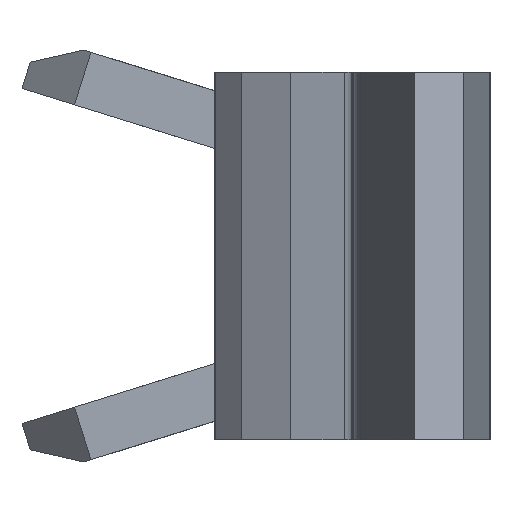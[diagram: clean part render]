
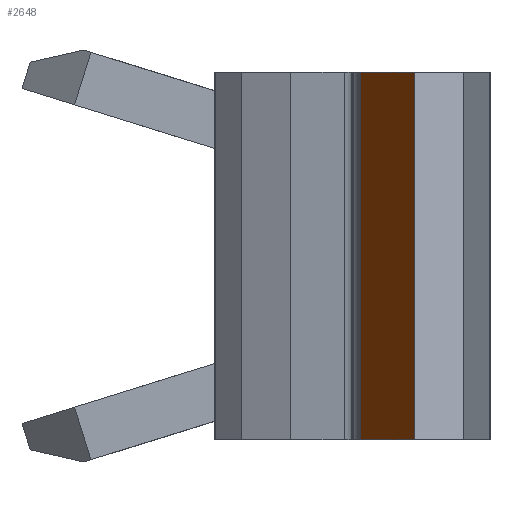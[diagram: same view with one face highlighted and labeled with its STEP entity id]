
A CAD part, left-side view. The second image highlights one B-rep face of the part: STEP entity #2648.
In plain terms, the highlighted planar face has unit normal (-0.446, 0.895, 0).
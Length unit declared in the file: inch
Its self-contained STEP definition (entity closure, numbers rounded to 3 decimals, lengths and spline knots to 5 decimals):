
#187 = ORIENTED_EDGE ( 'NONE', *, *, #1452, .F. ) ;
#268 = CARTESIAN_POINT ( 'NONE',  ( -0.01338, -0.00365, 0.0835 ) ) ;
#398 = CARTESIAN_POINT ( 'NONE',  ( -0.01338, -0.00365, 0.0835 ) ) ;
#452 = VERTEX_POINT ( 'NONE', #1945 ) ;
#454 = VERTEX_POINT ( 'NONE', #1755 ) ;
#556 = LINE ( 'NONE', #2607, #2669 ) ;
#568 = CARTESIAN_POINT ( 'NONE',  ( -0.0625, -0.02812, -0.0835 ) ) ;
#627 = AXIS2_PLACEMENT_3D ( 'NONE', #1569, #3317, #1851 ) ;
#630 = CARTESIAN_POINT ( 'NONE',  ( -0.0625, -0.02812, 0.0835 ) ) ;
#679 = EDGE_CURVE ( 'NONE', #452, #454, #2277, .T. ) ;
#757 = VERTEX_POINT ( 'NONE', #268 ) ;
#796 = LINE ( 'NONE', #398, #1414 ) ;
#1092 = FACE_OUTER_BOUND ( 'NONE', #1443, .T. ) ;
#1289 = DIRECTION ( 'NONE',  ( -0.895, -0.446, 0. ) ) ;
#1414 = VECTOR ( 'NONE', #3239, 39.37008 ) ;
#1443 = EDGE_LOOP ( 'NONE', ( #1558, #187, #1531, #1651 ) ) ;
#1452 = EDGE_CURVE ( 'NONE', #2932, #454, #2562, .T. ) ;
#1465 = VECTOR ( 'NONE', #1645, 39.37008 ) ;
#1531 = ORIENTED_EDGE ( 'NONE', *, *, #2131, .F. ) ;
#1558 = ORIENTED_EDGE ( 'NONE', *, *, #679, .T. ) ;
#1569 = CARTESIAN_POINT ( 'NONE',  ( -0.0625, -0.02812, 0.0835 ) ) ;
#1645 = DIRECTION ( 'NONE',  ( -0.895, -0.446, 0. ) ) ;
#1651 = ORIENTED_EDGE ( 'NONE', *, *, #2983, .T. ) ;
#1755 = CARTESIAN_POINT ( 'NONE',  ( -0.0625, -0.02812, -0.0835 ) ) ;
#1851 = DIRECTION ( 'NONE',  ( 0.895, 0.446, 0. ) ) ;
#1945 = CARTESIAN_POINT ( 'NONE',  ( -0.01338, -0.00365, -0.0835 ) ) ;
#2052 = PLANE ( 'NONE',  #627 ) ;
#2131 = EDGE_CURVE ( 'NONE', #757, #2932, #556, .T. ) ;
#2277 = LINE ( 'NONE', #568, #1465 ) ;
#2487 = VECTOR ( 'NONE', #3019, 39.37008 ) ;
#2515 = CARTESIAN_POINT ( 'NONE',  ( -0.0625, -0.02812, 0.0835 ) ) ;
#2562 = LINE ( 'NONE', #630, #2487 ) ;
#2607 = CARTESIAN_POINT ( 'NONE',  ( -0.0625, -0.02812, 0.0835 ) ) ;
#2648 = ADVANCED_FACE ( 'NONE', ( #1092 ), #2052, .F. ) ;
#2669 = VECTOR ( 'NONE', #1289, 39.37008 ) ;
#2932 = VERTEX_POINT ( 'NONE', #2515 ) ;
#2983 = EDGE_CURVE ( 'NONE', #757, #452, #796, .T. ) ;
#3019 = DIRECTION ( 'NONE',  ( 0., 0., -1. ) ) ;
#3239 = DIRECTION ( 'NONE',  ( 0., 0., -1. ) ) ;
#3317 = DIRECTION ( 'NONE',  ( 0.446, -0.895, 0. ) ) ;
